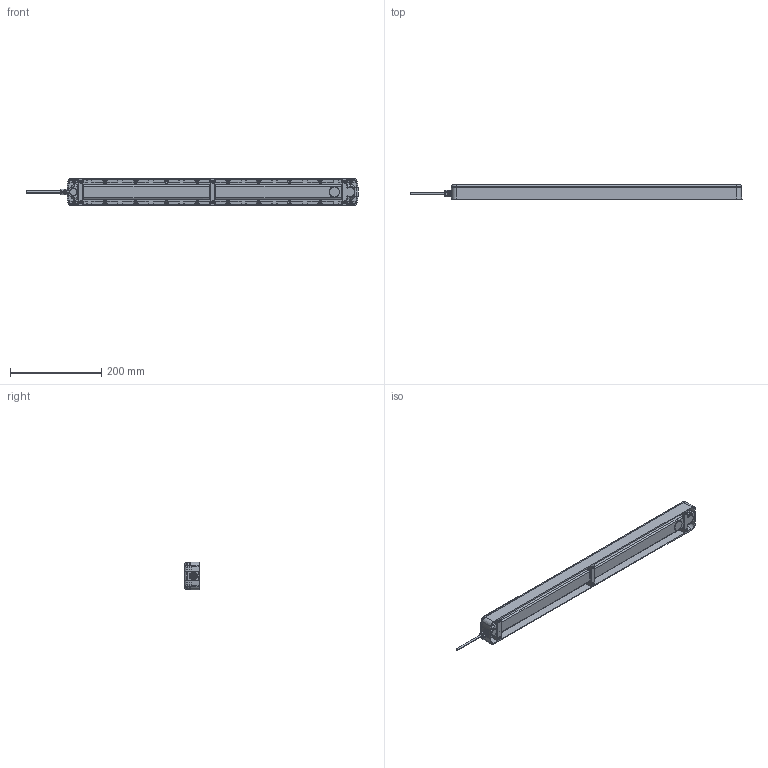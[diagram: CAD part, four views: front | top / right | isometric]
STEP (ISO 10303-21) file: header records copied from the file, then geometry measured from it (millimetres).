
FILE_DESCRIPTION((''),'2;1');
FILE_NAME('204013_ASM','2018-01-16T',('pdmadmin'),('BANNER ENGINEERING'),'CREO PARAMETRIC BY PTC INC, 2016260','CREO PARAMETRIC BY PTC INC, 2016260','');
FILE_SCHEMA(('CONFIG_CONTROL_DESIGN'));
Length unit declared in the file: millimetre
Products named in the file (21): KBOIE_203929; KBOIE_201950; 202934; KBOIE_201446; 0805; WIRE16; SP7512; SODFL3616X98; DO-214AC_NP; SOT23; MINISMA; DPAK; SP75197; SMLEDXPG3; KBOIE_201446_ASM; 203221; 181565; HEYCO-4506; KBOIE_WLC60_HIGH_TEMP_CABLE; 176897; 204013_ASM
Assembly tree (96 placements, depth 3):
  204013_ASM
    KBOIE_203929
    KBOIE_201950
    202934  x2
    KBOIE_201446_ASM  x2
      KBOIE_201446
      0805
      WIRE16
      SP7512
      SODFL3616X98
      DO-214AC_NP
      SOT23
      MINISMA
      DPAK
      SP75197
      SMLEDXPG3
    203221  x4
    181565
    HEYCO-4506
    KBOIE_WLC60_HIGH_TEMP_CABLE
    176897  x2
Bounding box: 729.37 x 31.3 x 60.89 mm (x, y, z)
Volume: 494363.7 mm3; surface area: 417876.3 mm2
Topology: 175 solids, 203 shells, 8621 faces, 21991 edges, 13917 vertices
Faces by surface type: plane 4771, cylinder 2713, bspline 444, cone 325, torus 230, sphere 138
Entity records: 149532 total; most frequent: CARTESIAN_POINT 51395, ORIENTED_EDGE 20410, DIRECTION 20364, EDGE_CURVE 10259, AXIS2_PLACEMENT_3D 7618, VERTEX_POINT 6359, VECTOR 5128, LINE 5128
